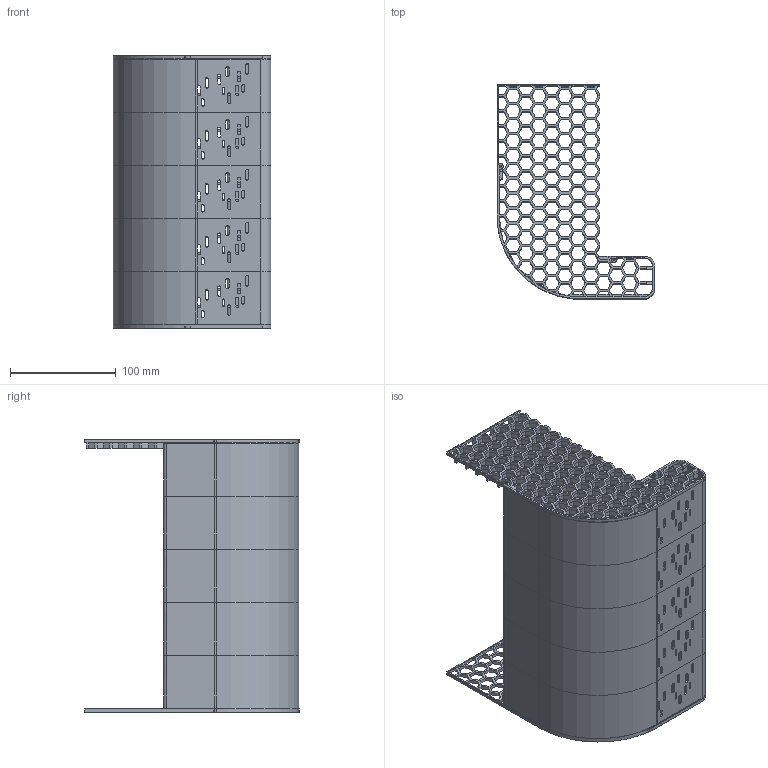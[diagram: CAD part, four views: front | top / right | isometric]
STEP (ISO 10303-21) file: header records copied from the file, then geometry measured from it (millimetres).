
FILE_DESCRIPTION(('FreeCAD Model'),'2;1');
FILE_NAME('Open CASCADE Shape Model','2024-04-15T22:22:03',(''),(''), 'Open CASCADE STEP processor 7.6','FreeCAD','Unknown');
FILE_SCHEMA(('AUTOMOTIVE_DESIGN { 1 0 10303 214 1 1 1 1 }'));
Length unit declared in the file: millimetre
Products named in the file (5): CT_056a_frontElectroZone; Array; Front; covertop; grid
Assembly tree (8 placements, depth 3):
  CT_056a_frontElectroZone
    Array
      Front  x5
    covertop
    grid
Bounding box: 148.79 x 202 x 257.2 mm (x, y, z)
Volume: 213320.5 mm3; surface area: 261371 mm2
Topology: 7 solids, 7 shells, 3222 faces, 8928 edges, 5541 vertices
Faces by surface type: plane 2952, cylinder 214, revolution 49, extrusion 7
Full cylindrical faces by diameter (mm): 2 x2, 2.1 x11, 5.6 x10
Entity records: 84349 total; most frequent: CARTESIAN_POINT 17426, ORIENTED_EDGE 14448, DIRECTION 12476, EDGE_CURVE 7224, VECTOR 6861, LINE 6854, VERTEX_POINT 4457, FACE_BOUND 3015
